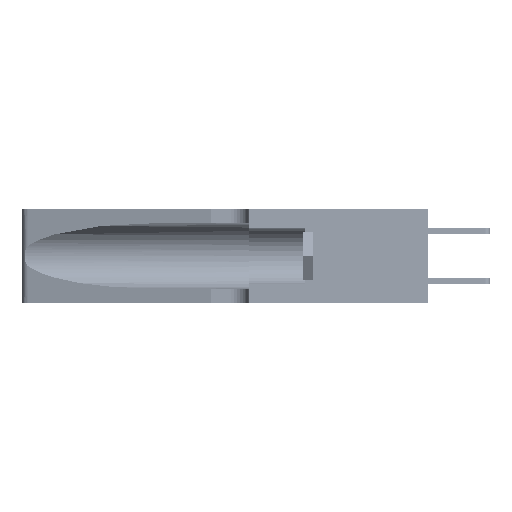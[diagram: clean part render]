
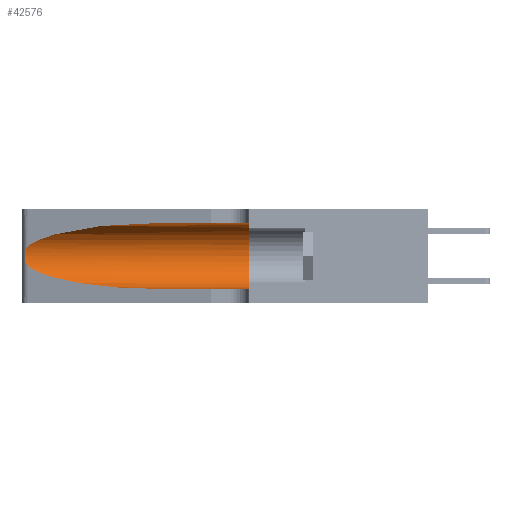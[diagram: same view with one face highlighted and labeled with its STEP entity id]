
A CAD part, left-side view. The second image highlights one B-rep face of the part: STEP entity #42576.
In plain terms, the highlighted cylindrical face has radius 3.308 mm (diameter 6.617 mm), a partial arc.
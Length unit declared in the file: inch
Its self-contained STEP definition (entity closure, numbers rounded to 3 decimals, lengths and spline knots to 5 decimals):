
#232 = CARTESIAN_POINT ( 'NONE',  ( 0.25856, 1.23593, 0.16098 ) ) ;
#957 = CARTESIAN_POINT ( 'NONE',  ( 0.25487, 1.22718, 0.14631 ) ) ;
#1392 = FACE_OUTER_BOUND ( 'NONE', #42141, .T. ) ;
#3202 = VERTEX_POINT ( 'NONE', #24554 ) ;
#3426 = EDGE_CURVE ( 'NONE', #17901, #28545, #15285, .T. ) ;
#3898 = CARTESIAN_POINT ( 'NONE',  ( 0.25639, 1.23186, 0.15144 ) ) ;
#4207 = ORIENTED_EDGE ( 'NONE', *, *, #17035, .F. ) ;
#5570 = AXIS2_PLACEMENT_3D ( 'NONE', #37279, #15497, #22546 ) ;
#6971 = AXIS2_PLACEMENT_3D ( 'NONE', #7752, #18856, #44534 ) ;
#7429 = CARTESIAN_POINT ( 'NONE',  ( 0.25555, 1.22994, 0.2215 ) ) ;
#7752 = CARTESIAN_POINT ( 'NONE',  ( 0.1305, 0.35, 0.185 ) ) ;
#9016 = LINE ( 'NONE', #35914, #16511 ) ;
#9263 = CARTESIAN_POINT ( 'NONE',  ( 0.1305, 0.72297, 0.31525 ) ) ;
#10191 = CARTESIAN_POINT ( 'NONE',  ( 0.2373, 1.15595, 0.08982 ) ) ;
#11148 = EDGE_CURVE ( 'NONE', #3202, #21772, #43269, .T. ) ;
#12454 = CARTESIAN_POINT ( 'NONE',  ( 0.1305, 0.72297, 0.05475 ) ) ;
#12920 = EDGE_CURVE ( 'NONE', #21772, #29424, #32060, .T. ) ;
#14379 = CARTESIAN_POINT ( 'NONE',  ( 0.18966, 0.96281, 0.05475 ) ) ;
#14701 = CARTESIAN_POINT ( 'NONE',  ( 0.25639, 1.23184, 0.21858 ) ) ;
#15285 = LINE ( 'NONE', #18125, #23892 ) ;
#15497 = DIRECTION ( 'NONE',  ( 0., -1., 0. ) ) ;
#16344 = ORIENTED_EDGE ( 'NONE', *, *, #3426, .F. ) ;
#16511 = VECTOR ( 'NONE', #21200, 39.37008 ) ;
#16791 = ORIENTED_EDGE ( 'NONE', *, *, #20930, .T. ) ;
#17035 = EDGE_CURVE ( 'NONE', #28545, #19199, #28681, .T. ) ;
#17366 = CARTESIAN_POINT ( 'NONE',  ( 0.1305, 0.72297, 0.31525 ) ) ;
#17901 = VERTEX_POINT ( 'NONE', #17366 ) ;
#18125 = CARTESIAN_POINT ( 'NONE',  ( 0.1305, 1.61858, 0.31525 ) ) ;
#18244 = CARTESIAN_POINT ( 'NONE',  ( 0.26075, 1.23896, 0.19203 ) ) ;
#18541 =( BOUNDED_CURVE ( )  B_SPLINE_CURVE ( 3, ( #9263, #42659, #46361, #24362 ),
 .UNSPECIFIED., .F., .F. ) 
 B_SPLINE_CURVE_WITH_KNOTS ( ( 4, 4 ),
 ( 1.5708, 2.84003 ),
 .UNSPECIFIED. ) 
 CURVE ( )  GEOMETRIC_REPRESENTATION_ITEM ( )  RATIONAL_B_SPLINE_CURVE ( ( 1., 0.87, 0.87, 1. ) ) 
 REPRESENTATION_ITEM ( '' )  );
#18856 = DIRECTION ( 'NONE',  ( 0., 1., 0. ) ) ;
#19199 = VERTEX_POINT ( 'NONE', #36179 ) ;
#20930 = EDGE_CURVE ( 'NONE', #17901, #3202, #18541, .T. ) ;
#21200 = DIRECTION ( 'NONE',  ( 0., -1., 0. ) ) ;
#21772 = VERTEX_POINT ( 'NONE', #957 ) ;
#21911 = CARTESIAN_POINT ( 'NONE',  ( 0.25487, 1.22718, 0.22369 ) ) ;
#22062 = CARTESIAN_POINT ( 'NONE',  ( 0.26075, 1.23896, 0.178 ) ) ;
#22546 = DIRECTION ( 'NONE',  ( 0., 0., -1. ) ) ;
#23892 = VECTOR ( 'NONE', #36995, 39.37008 ) ;
#24362 = CARTESIAN_POINT ( 'NONE',  ( 0.25487, 1.22718, 0.22369 ) ) ;
#24554 = CARTESIAN_POINT ( 'NONE',  ( 0.25487, 1.22718, 0.22369 ) ) ;
#25609 = CARTESIAN_POINT ( 'NONE',  ( 0.26017, 1.23833, 0.17102 ) ) ;
#25926 = CARTESIAN_POINT ( 'NONE',  ( 0.25789, 1.23486, 0.15765 ) ) ;
#27144 = ORIENTED_EDGE ( 'NONE', *, *, #12920, .T. ) ;
#28545 = VERTEX_POINT ( 'NONE', #33558 ) ;
#28681 = CIRCLE ( 'NONE', #6971, 0.13025 ) ;
#29140 = CARTESIAN_POINT ( 'NONE',  ( 0.25854, 1.2359, 0.20912 ) ) ;
#29424 = VERTEX_POINT ( 'NONE', #12454 ) ;
#29614 = CARTESIAN_POINT ( 'NONE',  ( 0.25487, 1.22718, 0.14631 ) ) ;
#30020 = ORIENTED_EDGE ( 'NONE', *, *, #11148, .T. ) ;
#30943 = EDGE_CURVE ( 'NONE', #29424, #19199, #9016, .T. ) ;
#32060 =( BOUNDED_CURVE ( )  B_SPLINE_CURVE ( 3, ( #43270, #10191, #14379, #36003 ),
 .UNSPECIFIED., .F., .F. ) 
 B_SPLINE_CURVE_WITH_KNOTS ( ( 4, 4 ),
 ( 3.44316, 4.71239 ),
 .UNSPECIFIED. ) 
 CURVE ( )  GEOMETRIC_REPRESENTATION_ITEM ( )  RATIONAL_B_SPLINE_CURVE ( ( 1., 0.87, 0.87, 1. ) ) 
 REPRESENTATION_ITEM ( '' )  );
#33558 = CARTESIAN_POINT ( 'NONE',  ( 0.1305, 0.35, 0.31525 ) ) ;
#35914 = CARTESIAN_POINT ( 'NONE',  ( 0.1305, 1.61858, 0.05475 ) ) ;
#36003 = CARTESIAN_POINT ( 'NONE',  ( 0.1305, 0.72297, 0.05475 ) ) ;
#36179 = CARTESIAN_POINT ( 'NONE',  ( 0.1305, 0.35, 0.05475 ) ) ;
#36995 = DIRECTION ( 'NONE',  ( 0., -1., 0. ) ) ;
#37279 = CARTESIAN_POINT ( 'NONE',  ( 0.1305, 1.61858, 0.185 ) ) ;
#40336 = CARTESIAN_POINT ( 'NONE',  ( 0.25787, 1.23484, 0.2124 ) ) ;
#42141 = EDGE_LOOP ( 'NONE', ( #16791, #30020, #27144, #46439, #4207, #16344 ) ) ;
#42576 = ADVANCED_FACE ( 'NONE', ( #1392 ), #42740, .F. ) ;
#42659 = CARTESIAN_POINT ( 'NONE',  ( 0.18966, 0.96281, 0.31525 ) ) ;
#42740 = CYLINDRICAL_SURFACE ( 'NONE', #5570, 0.13025 ) ;
#43269 = B_SPLINE_CURVE_WITH_KNOTS ( 'NONE', 3,
 ( #21911, #7429, #14701, #40336, #29140, #44066, #18244, #22062, #25609, #232, #25926, #3898, #43591, #29614 ),
 .UNSPECIFIED., .F., .F.,
 ( 4, 2, 2, 2, 2, 2, 4 ),
 ( 0., 0.00027, 0.00053, 0.00107, 0.0016, 0.00187, 0.00214 ),
 .UNSPECIFIED. ) ;
#43270 = CARTESIAN_POINT ( 'NONE',  ( 0.25487, 1.22718, 0.14631 ) ) ;
#43591 = CARTESIAN_POINT ( 'NONE',  ( 0.25555, 1.22993, 0.14849 ) ) ;
#44066 = CARTESIAN_POINT ( 'NONE',  ( 0.26018, 1.23835, 0.19895 ) ) ;
#44534 = DIRECTION ( 'NONE',  ( 0., 0., 1. ) ) ;
#46361 = CARTESIAN_POINT ( 'NONE',  ( 0.2373, 1.15595, 0.28018 ) ) ;
#46439 = ORIENTED_EDGE ( 'NONE', *, *, #30943, .T. ) ;
